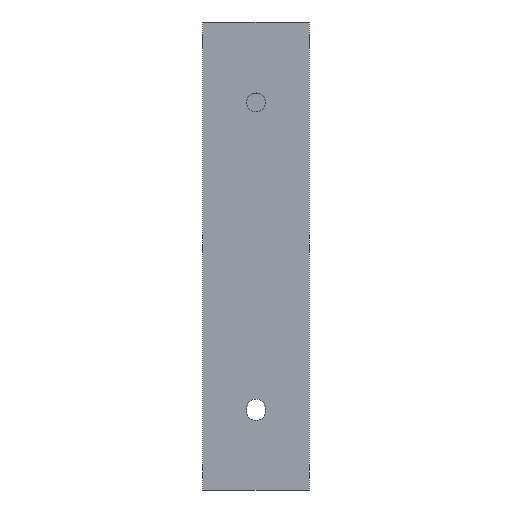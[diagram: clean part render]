
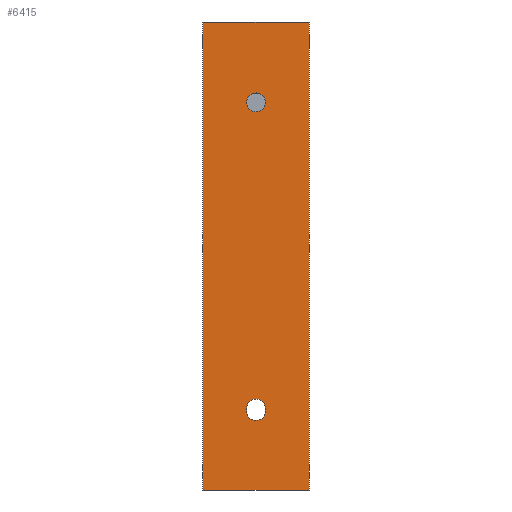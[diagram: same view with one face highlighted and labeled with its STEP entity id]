
A CAD part, front view. The second image highlights one B-rep face of the part: STEP entity #6415.
In plain terms, the highlighted planar face has unit normal (0, -1, 0).
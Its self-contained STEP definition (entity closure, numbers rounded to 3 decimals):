
#248 = ORIENTED_EDGE ( 'NONE', *, *, #8212, .T. ) ;
#381 = EDGE_CURVE ( 'NONE', #1930, #4778, #9010, .T. ) ;
#502 = EDGE_CURVE ( 'NONE', #3056, #5265, #1177, .T. ) ;
#560 = EDGE_CURVE ( 'NONE', #1707, #5772, #7500, .T. ) ;
#1177 = LINE ( 'NONE', #4087, #4462 ) ;
#1378 = AXIS2_PLACEMENT_3D ( 'NONE', #2672, #7528, #3370 ) ;
#1475 = VERTEX_POINT ( 'NONE', #4236 ) ;
#1484 = CARTESIAN_POINT ( 'NONE',  ( 0., 0., -10.6 ) ) ;
#1707 = VERTEX_POINT ( 'NONE', #1757 ) ;
#1757 = CARTESIAN_POINT ( 'NONE',  ( -1.4, 0., -57.8 ) ) ;
#1873 = EDGE_CURVE ( 'NONE', #1475, #8562, #4849, .T. ) ;
#1930 = VERTEX_POINT ( 'NONE', #3424 ) ;
#1964 = ORIENTED_EDGE ( 'NONE', *, *, #6234, .T. ) ;
#1985 = DIRECTION ( 'NONE',  ( 0., 1., 0. ) ) ;
#2015 = ORIENTED_EDGE ( 'NONE', *, *, #381, .F. ) ;
#2185 = DIRECTION ( 'NONE',  ( 0., -1., 0. ) ) ;
#2326 = VECTOR ( 'NONE', #4379, 1000. ) ;
#2452 = FACE_OUTER_BOUND ( 'NONE', #8046, .T. ) ;
#2475 = DIRECTION ( 'NONE',  ( 0., 0., 1. ) ) ;
#2503 = CARTESIAN_POINT ( 'NONE',  ( -8., 0., 0. ) ) ;
#2672 = CARTESIAN_POINT ( 'NONE',  ( 0., 0., -12. ) ) ;
#2890 = ORIENTED_EDGE ( 'NONE', *, *, #560, .T. ) ;
#3056 = VERTEX_POINT ( 'NONE', #5188 ) ;
#3103 = EDGE_CURVE ( 'NONE', #5265, #4778, #3973, .T. ) ;
#3370 = DIRECTION ( 'NONE',  ( 0., 0., 1. ) ) ;
#3420 = EDGE_CURVE ( 'NONE', #3056, #1930, #8949, .T. ) ;
#3424 = CARTESIAN_POINT ( 'NONE',  ( -8., 0., 0. ) ) ;
#3703 = VECTOR ( 'NONE', #3888, 1000. ) ;
#3749 = LINE ( 'NONE', #8521, #2326 ) ;
#3814 = ORIENTED_EDGE ( 'NONE', *, *, #3420, .F. ) ;
#3888 = DIRECTION ( 'NONE',  ( 1., 0., 0. ) ) ;
#3973 = LINE ( 'NONE', #5947, #5597 ) ;
#4087 = CARTESIAN_POINT ( 'NONE',  ( -8., 0., -70. ) ) ;
#4174 = CARTESIAN_POINT ( 'NONE',  ( 0., 0., -57.8 ) ) ;
#4236 = CARTESIAN_POINT ( 'NONE',  ( 1.4, 0., -58.2 ) ) ;
#4306 = FACE_BOUND ( 'NONE', #4740, .T. ) ;
#4379 = DIRECTION ( 'NONE',  ( 0., 0., 1. ) ) ;
#4448 = EDGE_LOOP ( 'NONE', ( #6302, #248, #2890, #1964 ) ) ;
#4462 = VECTOR ( 'NONE', #8230, 1000. ) ;
#4582 = CARTESIAN_POINT ( 'NONE',  ( 8., 0., -70. ) ) ;
#4740 = EDGE_LOOP ( 'NONE', ( #8807 ) ) ;
#4778 = VERTEX_POINT ( 'NONE', #6363 ) ;
#4849 = CIRCLE ( 'NONE', #5793, 1.4 ) ;
#4880 = DIRECTION ( 'NONE',  ( 0., 0., 1. ) ) ;
#4956 = PLANE ( 'NONE',  #8595 ) ;
#5142 = VERTEX_POINT ( 'NONE', #1484 ) ;
#5188 = CARTESIAN_POINT ( 'NONE',  ( -8., 0., -70. ) ) ;
#5265 = VERTEX_POINT ( 'NONE', #4582 ) ;
#5394 = LINE ( 'NONE', #6868, #8864 ) ;
#5471 = CIRCLE ( 'NONE', #1378, 1.4 ) ;
#5597 = VECTOR ( 'NONE', #2475, 1000. ) ;
#5772 = VERTEX_POINT ( 'NONE', #6581 ) ;
#5793 = AXIS2_PLACEMENT_3D ( 'NONE', #6156, #1985, #6861 ) ;
#5947 = CARTESIAN_POINT ( 'NONE',  ( 8., 0., -70. ) ) ;
#6039 = DIRECTION ( 'NONE',  ( 0., 0., 1. ) ) ;
#6095 = CARTESIAN_POINT ( 'NONE',  ( -1.4, 0., -58.2 ) ) ;
#6143 = FACE_BOUND ( 'NONE', #4448, .T. ) ;
#6156 = CARTESIAN_POINT ( 'NONE',  ( 0., 0., -58.2 ) ) ;
#6234 = EDGE_CURVE ( 'NONE', #5772, #1475, #5394, .T. ) ;
#6302 = ORIENTED_EDGE ( 'NONE', *, *, #1873, .T. ) ;
#6345 = CARTESIAN_POINT ( 'NONE',  ( -8., 0., -70. ) ) ;
#6363 = CARTESIAN_POINT ( 'NONE',  ( 8., 0., 0. ) ) ;
#6415 = ADVANCED_FACE ( 'NONE', ( #6143, #4306, #2452 ), #4956, .T. ) ;
#6581 = CARTESIAN_POINT ( 'NONE',  ( 1.4, 0., -57.8 ) ) ;
#6826 = AXIS2_PLACEMENT_3D ( 'NONE', #4174, #6975, #4880 ) ;
#6861 = DIRECTION ( 'NONE',  ( 0., 0., 1. ) ) ;
#6868 = CARTESIAN_POINT ( 'NONE',  ( 1.4, 0., -58.2 ) ) ;
#6975 = DIRECTION ( 'NONE',  ( 0., 1., 0. ) ) ;
#7055 = DIRECTION ( 'NONE',  ( 0., 0., -1. ) ) ;
#7344 = ORIENTED_EDGE ( 'NONE', *, *, #502, .T. ) ;
#7500 = CIRCLE ( 'NONE', #6826, 1.4 ) ;
#7528 = DIRECTION ( 'NONE',  ( 0., 1., 0. ) ) ;
#7567 = DIRECTION ( 'NONE',  ( 0., 0., -1. ) ) ;
#7937 = EDGE_CURVE ( 'NONE', #5142, #5142, #5471, .T. ) ;
#8046 = EDGE_LOOP ( 'NONE', ( #2015, #3814, #7344, #8767 ) ) ;
#8212 = EDGE_CURVE ( 'NONE', #8562, #1707, #3749, .T. ) ;
#8230 = DIRECTION ( 'NONE',  ( 1., 0., 0. ) ) ;
#8521 = CARTESIAN_POINT ( 'NONE',  ( -1.4, 0., -58.2 ) ) ;
#8562 = VERTEX_POINT ( 'NONE', #6095 ) ;
#8595 = AXIS2_PLACEMENT_3D ( 'NONE', #6345, #2185, #7055 ) ;
#8733 = VECTOR ( 'NONE', #6039, 1000. ) ;
#8767 = ORIENTED_EDGE ( 'NONE', *, *, #3103, .T. ) ;
#8799 = CARTESIAN_POINT ( 'NONE',  ( -8., 0., -70. ) ) ;
#8807 = ORIENTED_EDGE ( 'NONE', *, *, #7937, .T. ) ;
#8864 = VECTOR ( 'NONE', #7567, 1000. ) ;
#8949 = LINE ( 'NONE', #8799, #8733 ) ;
#9010 = LINE ( 'NONE', #2503, #3703 ) ;
